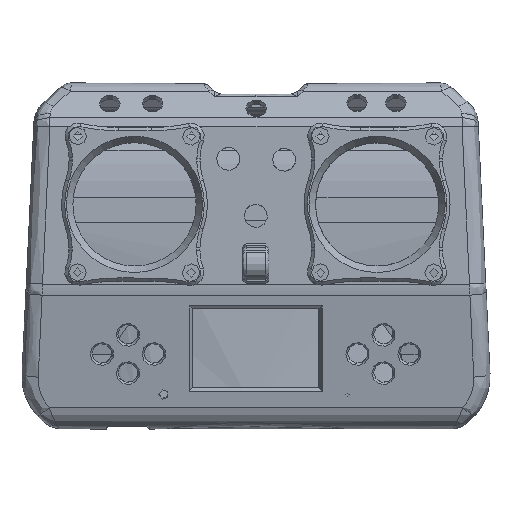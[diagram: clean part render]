
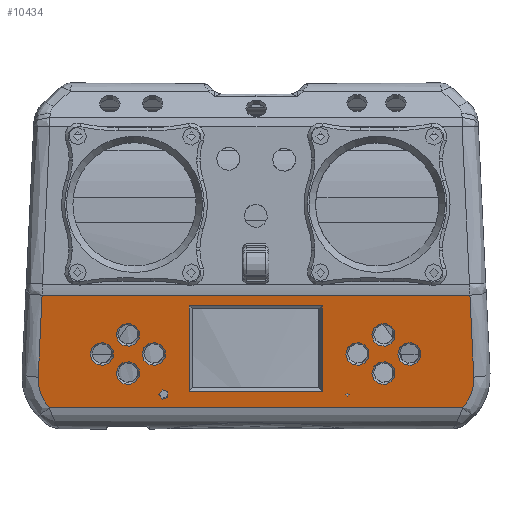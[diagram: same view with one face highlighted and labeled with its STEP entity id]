
A CAD part, top view. The second image highlights one B-rep face of the part: STEP entity #10434.
In plain terms, the highlighted planar face has unit normal (0, -0.174, 0.985).
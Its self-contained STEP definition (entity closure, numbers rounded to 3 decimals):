
#125=FACE_BOUND('',#3173,.T.);
#126=FACE_BOUND('',#3174,.T.);
#127=FACE_BOUND('',#3175,.T.);
#128=FACE_BOUND('',#3176,.T.);
#129=FACE_BOUND('',#3177,.T.);
#130=FACE_BOUND('',#3178,.T.);
#131=FACE_BOUND('',#3179,.T.);
#132=FACE_BOUND('',#3180,.T.);
#133=FACE_BOUND('',#3181,.T.);
#134=FACE_BOUND('',#3182,.T.);
#135=FACE_BOUND('',#3183,.T.);
#434=LINE('',#20979,#1177);
#592=LINE('',#23018,#1335);
#593=LINE('',#23020,#1336);
#594=LINE('',#23022,#1337);
#595=LINE('',#23038,#1338);
#596=LINE('',#23040,#1339);
#597=LINE('',#23042,#1340);
#598=LINE('',#23043,#1341);
#1177=VECTOR('',#12534,10.);
#1335=VECTOR('',#13104,10.);
#1336=VECTOR('',#13105,10.);
#1337=VECTOR('',#13106,10.);
#1338=VECTOR('',#13121,10.);
#1339=VECTOR('',#13122,10.);
#1340=VECTOR('',#13123,10.);
#1341=VECTOR('',#13124,10.);
#1766=PLANE('',#11239);
#2166=ELLIPSE('',#11240,13.201,13.);
#2167=ELLIPSE('',#11241,13.201,13.);
#2500=FACE_OUTER_BOUND('',#3172,.T.);
#3172=EDGE_LOOP('',(#8522,#8523,#8524,#8525,#8526,#8527));
#3173=EDGE_LOOP('',(#8528));
#3174=EDGE_LOOP('',(#8529));
#3175=EDGE_LOOP('',(#8530));
#3176=EDGE_LOOP('',(#8531));
#3177=EDGE_LOOP('',(#8532));
#3178=EDGE_LOOP('',(#8533));
#3179=EDGE_LOOP('',(#8534,#8535,#8536,#8537));
#3180=EDGE_LOOP('',(#8538));
#3181=EDGE_LOOP('',(#8539));
#3182=EDGE_LOOP('',(#8540));
#3183=EDGE_LOOP('',(#8541));
#3688=CIRCLE('',#11238,3.6);
#3689=CIRCLE('',#11242,3.6);
#3690=CIRCLE('',#11243,3.6);
#3691=CIRCLE('',#11244,3.6);
#3692=CIRCLE('',#11245,3.6);
#3693=CIRCLE('',#11246,0.5);
#3694=CIRCLE('',#11247,1.55);
#3695=CIRCLE('',#11248,3.6);
#3696=CIRCLE('',#11249,3.6);
#3697=CIRCLE('',#11250,3.6);
#4623=VERTEX_POINT('',#20928);
#4624=VERTEX_POINT('',#20978);
#4863=VERTEX_POINT('',#23011);
#4864=VERTEX_POINT('',#23015);
#4865=VERTEX_POINT('',#23017);
#4866=VERTEX_POINT('',#23019);
#4867=VERTEX_POINT('',#23021);
#4868=VERTEX_POINT('',#23024);
#4869=VERTEX_POINT('',#23026);
#4870=VERTEX_POINT('',#23028);
#4871=VERTEX_POINT('',#23030);
#4872=VERTEX_POINT('',#23032);
#4873=VERTEX_POINT('',#23034);
#4874=VERTEX_POINT('',#23036);
#4875=VERTEX_POINT('',#23037);
#4876=VERTEX_POINT('',#23039);
#4877=VERTEX_POINT('',#23041);
#4878=VERTEX_POINT('',#23044);
#4879=VERTEX_POINT('',#23046);
#4880=VERTEX_POINT('',#23048);
#5799=EDGE_CURVE('',#4623,#4624,#434,.T.);
#6151=EDGE_CURVE('',#4863,#4863,#3688,.T.);
#6153=EDGE_CURVE('',#4864,#4623,#2166,.T.);
#6154=EDGE_CURVE('',#4865,#4864,#592,.T.);
#6155=EDGE_CURVE('',#4866,#4865,#593,.T.);
#6156=EDGE_CURVE('',#4867,#4866,#594,.T.);
#6157=EDGE_CURVE('',#4624,#4867,#2167,.T.);
#6158=EDGE_CURVE('',#4868,#4868,#3689,.T.);
#6159=EDGE_CURVE('',#4869,#4869,#3690,.T.);
#6160=EDGE_CURVE('',#4870,#4870,#3691,.T.);
#6161=EDGE_CURVE('',#4871,#4871,#3692,.T.);
#6162=EDGE_CURVE('',#4872,#4872,#3693,.T.);
#6163=EDGE_CURVE('',#4873,#4873,#3694,.T.);
#6164=EDGE_CURVE('',#4874,#4875,#595,.T.);
#6165=EDGE_CURVE('',#4876,#4874,#596,.T.);
#6166=EDGE_CURVE('',#4877,#4876,#597,.T.);
#6167=EDGE_CURVE('',#4875,#4877,#598,.T.);
#6168=EDGE_CURVE('',#4878,#4878,#3695,.T.);
#6169=EDGE_CURVE('',#4879,#4879,#3696,.T.);
#6170=EDGE_CURVE('',#4880,#4880,#3697,.T.);
#8522=ORIENTED_EDGE('',*,*,#6153,.F.);
#8523=ORIENTED_EDGE('',*,*,#6154,.F.);
#8524=ORIENTED_EDGE('',*,*,#6155,.F.);
#8525=ORIENTED_EDGE('',*,*,#6156,.F.);
#8526=ORIENTED_EDGE('',*,*,#6157,.F.);
#8527=ORIENTED_EDGE('',*,*,#5799,.F.);
#8528=ORIENTED_EDGE('',*,*,#6158,.F.);
#8529=ORIENTED_EDGE('',*,*,#6159,.F.);
#8530=ORIENTED_EDGE('',*,*,#6160,.F.);
#8531=ORIENTED_EDGE('',*,*,#6161,.F.);
#8532=ORIENTED_EDGE('',*,*,#6162,.T.);
#8533=ORIENTED_EDGE('',*,*,#6163,.T.);
#8534=ORIENTED_EDGE('',*,*,#6164,.F.);
#8535=ORIENTED_EDGE('',*,*,#6165,.F.);
#8536=ORIENTED_EDGE('',*,*,#6166,.F.);
#8537=ORIENTED_EDGE('',*,*,#6167,.F.);
#8538=ORIENTED_EDGE('',*,*,#6168,.F.);
#8539=ORIENTED_EDGE('',*,*,#6169,.F.);
#8540=ORIENTED_EDGE('',*,*,#6170,.F.);
#8541=ORIENTED_EDGE('',*,*,#6151,.F.);
#10434=ADVANCED_FACE('',(#2500,#125,#126,#127,#128,#129,#130,#131,#132,
#133,#134,#135),#1766,.T.);
#11238=AXIS2_PLACEMENT_3D('',#23012,#13097,#13098);
#11239=AXIS2_PLACEMENT_3D('',#23014,#13100,#13101);
#11240=AXIS2_PLACEMENT_3D('',#23016,#13102,#13103);
#11241=AXIS2_PLACEMENT_3D('',#23023,#13107,#13108);
#11242=AXIS2_PLACEMENT_3D('',#23025,#13109,#13110);
#11243=AXIS2_PLACEMENT_3D('',#23027,#13111,#13112);
#11244=AXIS2_PLACEMENT_3D('',#23029,#13113,#13114);
#11245=AXIS2_PLACEMENT_3D('',#23031,#13115,#13116);
#11246=AXIS2_PLACEMENT_3D('',#23033,#13117,#13118);
#11247=AXIS2_PLACEMENT_3D('',#23035,#13119,#13120);
#11248=AXIS2_PLACEMENT_3D('',#23045,#13125,#13126);
#11249=AXIS2_PLACEMENT_3D('',#23047,#13127,#13128);
#11250=AXIS2_PLACEMENT_3D('',#23049,#13129,#13130);
#12534=DIRECTION('',(-1.,0.,0.));
#13097=DIRECTION('center_axis',(0.,-0.174,0.985));
#13098=DIRECTION('ref_axis',(1.,0.,0.));
#13100=DIRECTION('center_axis',(0.,-0.174,0.985));
#13101=DIRECTION('ref_axis',(0.,-0.985,-0.174));
#13102=DIRECTION('center_axis',(0.,0.174,-0.985));
#13103=DIRECTION('ref_axis',(0.,-0.985,-0.174));
#13104=DIRECTION('',(0.047,-0.984,-0.173));
#13105=DIRECTION('',(1.,0.,0.));
#13106=DIRECTION('',(0.047,0.984,0.173));
#13107=DIRECTION('center_axis',(0.,0.174,-0.985));
#13108=DIRECTION('ref_axis',(0.,-0.985,-0.174));
#13109=DIRECTION('center_axis',(0.,-0.174,0.985));
#13110=DIRECTION('ref_axis',(1.,0.,0.));
#13111=DIRECTION('center_axis',(0.,-0.174,0.985));
#13112=DIRECTION('ref_axis',(1.,0.,0.));
#13113=DIRECTION('center_axis',(0.,-0.174,0.985));
#13114=DIRECTION('ref_axis',(1.,0.,0.));
#13115=DIRECTION('center_axis',(0.,-0.174,0.985));
#13116=DIRECTION('ref_axis',(1.,0.,0.));
#13117=DIRECTION('center_axis',(0.,0.174,-0.985));
#13118=DIRECTION('ref_axis',(1.,0.,0.));
#13119=DIRECTION('center_axis',(0.,0.174,-0.985));
#13120=DIRECTION('ref_axis',(1.,0.,0.));
#13121=DIRECTION('',(0.,0.985,0.174));
#13122=DIRECTION('',(1.,0.,0.));
#13123=DIRECTION('',(0.,-0.985,-0.174));
#13124=DIRECTION('',(-1.,0.,0.));
#13125=DIRECTION('center_axis',(0.,-0.174,0.985));
#13126=DIRECTION('ref_axis',(1.,0.,0.));
#13127=DIRECTION('center_axis',(0.,-0.174,0.985));
#13128=DIRECTION('ref_axis',(1.,0.,0.));
#13129=DIRECTION('center_axis',(0.,-0.174,0.985));
#13130=DIRECTION('ref_axis',(1.,0.,0.));
#20928=CARTESIAN_POINT('',(-641.944,-1962.254,-6.403));
#20978=CARTESIAN_POINT('',(-769.4,-1962.254,-6.403));
#20979=CARTESIAN_POINT('',(-780.,-1962.254,-6.403));
#23011=CARTESIAN_POINT('',(-677.97,-1945.753,-3.493));
#23012=CARTESIAN_POINT('Origin',(-674.37,-1945.753,-3.493));
#23014=CARTESIAN_POINT('Origin',(-780.,-1927.665,-0.304));
#23015=CARTESIAN_POINT('',(-638.552,-1952.896,-4.753));
#23016=CARTESIAN_POINT('Origin',(-651.539,-1953.483,-4.856));
#23017=CARTESIAN_POINT('',(-639.749,-1927.665,-0.304));
#23018=CARTESIAN_POINT('',(-641.126,-1898.608,4.82));
#23019=CARTESIAN_POINT('',(-771.595,-1927.665,-0.304));
#23020=CARTESIAN_POINT('',(-780.,-1927.665,-0.304));
#23021=CARTESIAN_POINT('',(-772.791,-1952.896,-4.753));
#23022=CARTESIAN_POINT('',(-772.163,-1939.65,-2.417));
#23023=CARTESIAN_POINT('Origin',(-759.805,-1953.483,-4.856));
#23024=CARTESIAN_POINT('',(-669.97,-1951.662,-4.535));
#23025=CARTESIAN_POINT('Origin',(-666.37,-1951.662,-4.535));
#23026=CARTESIAN_POINT('',(-669.97,-1939.844,-2.451));
#23027=CARTESIAN_POINT('Origin',(-666.37,-1939.844,-2.451));
#23028=CARTESIAN_POINT('',(-748.77,-1951.662,-4.535));
#23029=CARTESIAN_POINT('Origin',(-745.17,-1951.662,-4.535));
#23030=CARTESIAN_POINT('',(-756.77,-1945.753,-3.493));
#23031=CARTESIAN_POINT('Origin',(-753.17,-1945.753,-3.493));
#23032=CARTESIAN_POINT('',(-677.97,-1958.26,-5.699));
#23033=CARTESIAN_POINT('Origin',(-677.47,-1958.26,-5.699));
#23034=CARTESIAN_POINT('',(-735.62,-1958.26,-5.699));
#23035=CARTESIAN_POINT('Origin',(-734.07,-1958.26,-5.699));
#23036=CARTESIAN_POINT('',(-685.27,-1957.249,-5.52));
#23037=CARTESIAN_POINT('',(-685.27,-1930.954,-0.884));
#23038=CARTESIAN_POINT('',(-685.27,-1941.964,-2.825));
#23039=CARTESIAN_POINT('',(-726.27,-1957.249,-5.52));
#23040=CARTESIAN_POINT('',(-752.635,-1957.249,-5.52));
#23041=CARTESIAN_POINT('',(-726.27,-1930.954,-0.884));
#23042=CARTESIAN_POINT('',(-726.27,-1929.802,-0.681));
#23043=CARTESIAN_POINT('',(-733.135,-1930.954,-0.884));
#23044=CARTESIAN_POINT('',(-748.77,-1939.844,-2.451));
#23045=CARTESIAN_POINT('Origin',(-745.17,-1939.844,-2.451));
#23046=CARTESIAN_POINT('',(-740.77,-1945.753,-3.493));
#23047=CARTESIAN_POINT('Origin',(-737.17,-1945.753,-3.493));
#23048=CARTESIAN_POINT('',(-661.97,-1945.753,-3.493));
#23049=CARTESIAN_POINT('Origin',(-658.37,-1945.753,-3.493));
